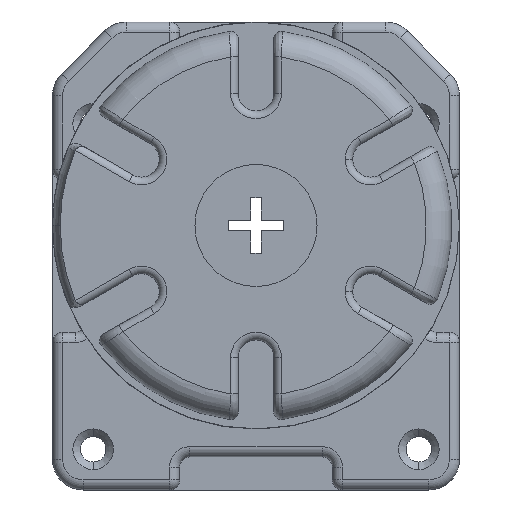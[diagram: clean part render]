
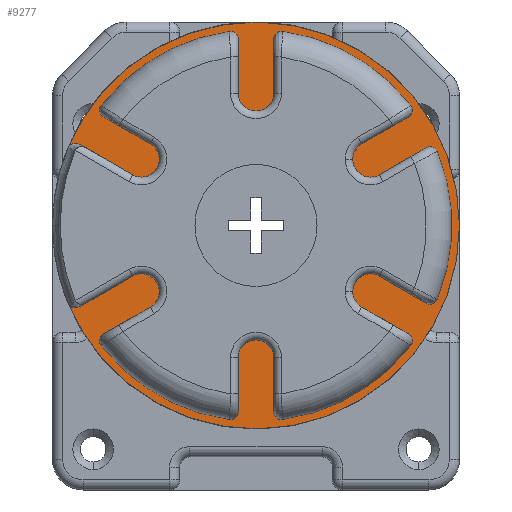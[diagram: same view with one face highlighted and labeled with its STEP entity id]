
A CAD part, front view. The second image highlights one B-rep face of the part: STEP entity #9277.
In plain terms, the highlighted planar face has unit normal (0, 1, 0).
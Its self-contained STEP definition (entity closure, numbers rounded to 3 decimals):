
#116 = VERTEX_POINT ( 'NONE', #7061 ) ;
#309 = AXIS2_PLACEMENT_3D ( 'NONE', #7120, #8894, #7874 ) ;
#375 = DIRECTION ( 'NONE',  ( 0., 1., 0. ) ) ;
#416 = PLANE ( 'NONE',  #10612 ) ;
#549 = CARTESIAN_POINT ( 'NONE',  ( -29.332, 25., -12.25 ) ) ;
#667 = DIRECTION ( 'NONE',  ( -1., 0., 0. ) ) ;
#866 = ORIENTED_EDGE ( 'NONE', *, *, #8625, .F. ) ;
#980 = ORIENTED_EDGE ( 'NONE', *, *, #9181, .F. ) ;
#1110 = LINE ( 'NONE', #9071, #5873 ) ;
#1227 = CARTESIAN_POINT ( 'NONE',  ( -40., 25., 0. ) ) ;
#1579 = EDGE_CURVE ( 'NONE', #3472, #2143, #5525, .T. ) ;
#1714 = EDGE_LOOP ( 'NONE', ( #8629, #3116 ) ) ;
#2001 = EDGE_CURVE ( 'NONE', #3610, #116, #11024, .T. ) ;
#2143 = VERTEX_POINT ( 'NONE', #7460 ) ;
#2400 = FACE_OUTER_BOUND ( 'NONE', #1714, .T. ) ;
#3116 = ORIENTED_EDGE ( 'NONE', *, *, #8414, .T. ) ;
#3175 = ORIENTED_EDGE ( 'NONE', *, *, #4698, .F. ) ;
#3455 = CARTESIAN_POINT ( 'NONE',  ( -6.569, 25., -12.25 ) ) ;
#3472 = VERTEX_POINT ( 'NONE', #6590 ) ;
#3606 = DIRECTION ( 'NONE',  ( 1., 0., 0. ) ) ;
#3610 = VERTEX_POINT ( 'NONE', #3455 ) ;
#3666 = CIRCLE ( 'NONE', #4751, 13.9 ) ;
#3769 = ORIENTED_EDGE ( 'NONE', *, *, #1579, .F. ) ;
#3880 = DIRECTION ( 'NONE',  ( 0., -1., 0. ) ) ;
#3890 = EDGE_CURVE ( 'NONE', #10242, #3909, #11020, .T. ) ;
#3898 = AXIS2_PLACEMENT_3D ( 'NONE', #10026, #10836, #4734 ) ;
#3909 = VERTEX_POINT ( 'NONE', #5946 ) ;
#3935 = CARTESIAN_POINT ( 'NONE',  ( 40., 25., 0. ) ) ;
#4234 = DIRECTION ( 'NONE',  ( -1., 0., 0. ) ) ;
#4518 = CARTESIAN_POINT ( 'NONE',  ( 0., 25., 0. ) ) ;
#4619 = CARTESIAN_POINT ( 'NONE',  ( -6.569, 25., 12.25 ) ) ;
#4648 = DIRECTION ( 'NONE',  ( 0., 1., 0. ) ) ;
#4698 = EDGE_CURVE ( 'NONE', #116, #7981, #3666, .T. ) ;
#4734 = DIRECTION ( 'NONE',  ( -1., 0., 0. ) ) ;
#4751 = AXIS2_PLACEMENT_3D ( 'NONE', #4518, #375, #6402 ) ;
#5148 = DIRECTION ( 'NONE',  ( 0., 1., 0. ) ) ;
#5525 = CIRCLE ( 'NONE', #3898, 13.9 ) ;
#5873 = VECTOR ( 'NONE', #3606, 1000. ) ;
#5922 = AXIS2_PLACEMENT_3D ( 'NONE', #8569, #5148, #4234 ) ;
#5946 = CARTESIAN_POINT ( 'NONE',  ( 40., 25., 0. ) ) ;
#6402 = DIRECTION ( 'NONE',  ( -1., 0., 0. ) ) ;
#6550 = FACE_BOUND ( 'NONE', #6768, .T. ) ;
#6590 = CARTESIAN_POINT ( 'NONE',  ( 6.569, 25., 12.25 ) ) ;
#6768 = EDGE_LOOP ( 'NONE', ( #3769, #980, #3175, #7778, #866 ) ) ;
#7038 = VECTOR ( 'NONE', #667, 1000. ) ;
#7061 = CARTESIAN_POINT ( 'NONE',  ( -13.9, 25., 0. ) ) ;
#7120 = CARTESIAN_POINT ( 'NONE',  ( 0., 25., 0. ) ) ;
#7332 = DIRECTION ( 'NONE',  ( -1., 0., 0. ) ) ;
#7446 = LINE ( 'NONE', #549, #7038 ) ;
#7460 = CARTESIAN_POINT ( 'NONE',  ( 6.569, 25., -12.25 ) ) ;
#7778 = ORIENTED_EDGE ( 'NONE', *, *, #2001, .F. ) ;
#7874 = DIRECTION ( 'NONE',  ( -1., 0., 0. ) ) ;
#7981 = VERTEX_POINT ( 'NONE', #4619 ) ;
#8414 = EDGE_CURVE ( 'NONE', #3909, #10242, #8476, .T. ) ;
#8476 = CIRCLE ( 'NONE', #9933, 40. ) ;
#8569 = CARTESIAN_POINT ( 'NONE',  ( 0., 25., 0. ) ) ;
#8625 = EDGE_CURVE ( 'NONE', #2143, #3610, #7446, .T. ) ;
#8629 = ORIENTED_EDGE ( 'NONE', *, *, #3890, .T. ) ;
#8894 = DIRECTION ( 'NONE',  ( 0., 1., 0. ) ) ;
#9071 = CARTESIAN_POINT ( 'NONE',  ( -29.332, 25., 12.25 ) ) ;
#9181 = EDGE_CURVE ( 'NONE', #7981, #3472, #1110, .T. ) ;
#9277 = ADVANCED_FACE ( 'NONE', ( #6550, #2400 ), #416, .F. ) ;
#9933 = AXIS2_PLACEMENT_3D ( 'NONE', #10695, #4648, #7332 ) ;
#10024 = DIRECTION ( 'NONE',  ( 1., 0., 0. ) ) ;
#10026 = CARTESIAN_POINT ( 'NONE',  ( 0., 25., 0. ) ) ;
#10242 = VERTEX_POINT ( 'NONE', #1227 ) ;
#10612 = AXIS2_PLACEMENT_3D ( 'NONE', #3935, #3880, #10024 ) ;
#10695 = CARTESIAN_POINT ( 'NONE',  ( 0., 25., 0. ) ) ;
#10836 = DIRECTION ( 'NONE',  ( 0., 1., 0. ) ) ;
#11020 = CIRCLE ( 'NONE', #5922, 40. ) ;
#11024 = CIRCLE ( 'NONE', #309, 13.9 ) ;
